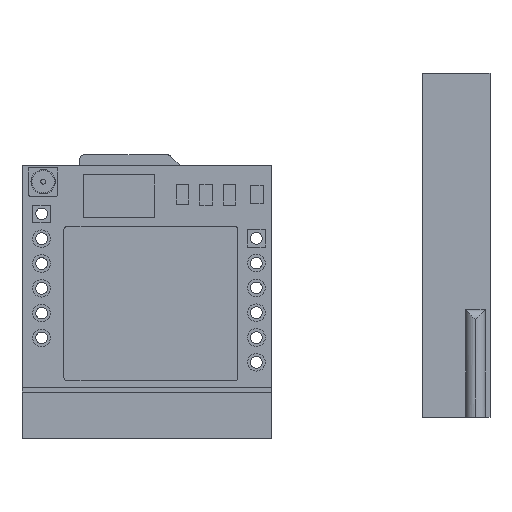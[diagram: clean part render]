
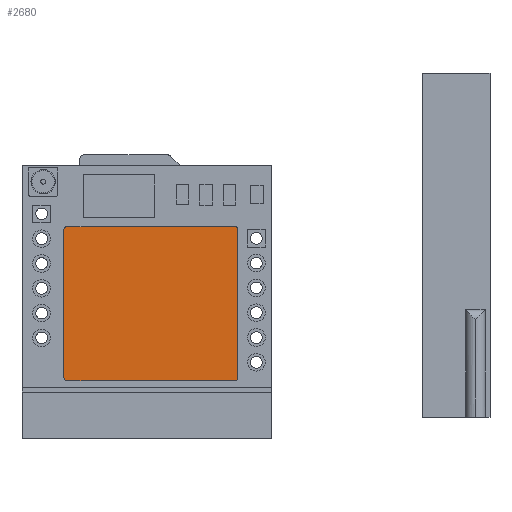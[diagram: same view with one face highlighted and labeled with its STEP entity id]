
A CAD part, top view. The second image highlights one B-rep face of the part: STEP entity #2680.
In plain terms, the highlighted planar face has unit normal (0, 0, 1).
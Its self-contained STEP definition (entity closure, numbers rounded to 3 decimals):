
#92=PLANE('',#2897);
#318=FACE_OUTER_BOUND('',#493,.T.);
#493=EDGE_LOOP('',(#1965,#1966,#1967,#1968,#1969,#1970,#1971,#1972));
#693=LINE('',#4010,#947);
#696=LINE('',#4016,#950);
#697=LINE('',#4020,#951);
#698=LINE('',#4024,#952);
#947=VECTOR('',#3244,10.);
#950=VECTOR('',#3249,10.);
#951=VECTOR('',#3252,10.);
#952=VECTOR('',#3255,10.);
#1223=CIRCLE('',#2894,0.3);
#1225=CIRCLE('',#2898,0.3);
#1226=CIRCLE('',#2899,0.3);
#1227=CIRCLE('',#2900,0.3);
#1325=VERTEX_POINT('',#4000);
#1326=VERTEX_POINT('',#4001);
#1329=VERTEX_POINT('',#4009);
#1331=VERTEX_POINT('',#4015);
#1332=VERTEX_POINT('',#4017);
#1333=VERTEX_POINT('',#4019);
#1334=VERTEX_POINT('',#4021);
#1335=VERTEX_POINT('',#4023);
#1575=EDGE_CURVE('',#1325,#1326,#1223,.T.);
#1579=EDGE_CURVE('',#1329,#1326,#693,.T.);
#1582=EDGE_CURVE('',#1325,#1331,#696,.T.);
#1583=EDGE_CURVE('',#1332,#1331,#1225,.T.);
#1584=EDGE_CURVE('',#1332,#1333,#697,.T.);
#1585=EDGE_CURVE('',#1334,#1333,#1226,.T.);
#1586=EDGE_CURVE('',#1334,#1335,#698,.T.);
#1587=EDGE_CURVE('',#1329,#1335,#1227,.T.);
#1965=ORIENTED_EDGE('',*,*,#1575,.F.);
#1966=ORIENTED_EDGE('',*,*,#1582,.T.);
#1967=ORIENTED_EDGE('',*,*,#1583,.F.);
#1968=ORIENTED_EDGE('',*,*,#1584,.T.);
#1969=ORIENTED_EDGE('',*,*,#1585,.F.);
#1970=ORIENTED_EDGE('',*,*,#1586,.T.);
#1971=ORIENTED_EDGE('',*,*,#1587,.F.);
#1972=ORIENTED_EDGE('',*,*,#1579,.T.);
#2680=ADVANCED_FACE('',(#318),#92,.T.);
#2894=AXIS2_PLACEMENT_3D('',#4002,#3236,#3237);
#2897=AXIS2_PLACEMENT_3D('',#4014,#3247,#3248);
#2898=AXIS2_PLACEMENT_3D('',#4018,#3250,#3251);
#2899=AXIS2_PLACEMENT_3D('',#4022,#3253,#3254);
#2900=AXIS2_PLACEMENT_3D('',#4025,#3256,#3257);
#3236=DIRECTION('center_axis',(0.,0.,-1.));
#3237=DIRECTION('ref_axis',(-0.707,0.707,0.));
#3244=DIRECTION('',(-1.,0.,0.));
#3247=DIRECTION('center_axis',(0.,0.,1.));
#3248=DIRECTION('ref_axis',(1.,0.,0.));
#3249=DIRECTION('',(0.,-1.,0.));
#3250=DIRECTION('center_axis',(0.,0.,-1.));
#3251=DIRECTION('ref_axis',(-0.707,-0.707,0.));
#3252=DIRECTION('',(1.,0.,0.));
#3253=DIRECTION('center_axis',(0.,0.,-1.));
#3254=DIRECTION('ref_axis',(0.707,-0.707,0.));
#3255=DIRECTION('',(0.,1.,0.));
#3256=DIRECTION('center_axis',(0.,0.,-1.));
#3257=DIRECTION('ref_axis',(0.707,0.707,0.));
#4000=CARTESIAN_POINT('',(-8.45,7.4,3.5));
#4001=CARTESIAN_POINT('',(-8.15,7.7,3.5));
#4002=CARTESIAN_POINT('Origin',(-8.15,7.4,3.5));
#4009=CARTESIAN_POINT('',(9.05,7.7,3.5));
#4010=CARTESIAN_POINT('',(-8.45,7.7,3.5));
#4014=CARTESIAN_POINT('Origin',(0.45,-0.2,3.5));
#4015=CARTESIAN_POINT('',(-8.45,-7.8,3.5));
#4016=CARTESIAN_POINT('',(-8.45,-8.1,3.5));
#4017=CARTESIAN_POINT('',(-8.15,-8.1,3.5));
#4018=CARTESIAN_POINT('Origin',(-8.15,-7.8,3.5));
#4019=CARTESIAN_POINT('',(9.05,-8.1,3.5));
#4020=CARTESIAN_POINT('',(9.35,-8.1,3.5));
#4021=CARTESIAN_POINT('',(9.35,-7.8,3.5));
#4022=CARTESIAN_POINT('Origin',(9.05,-7.8,3.5));
#4023=CARTESIAN_POINT('',(9.35,7.4,3.5));
#4024=CARTESIAN_POINT('',(9.35,7.7,3.5));
#4025=CARTESIAN_POINT('Origin',(9.05,7.4,3.5));
